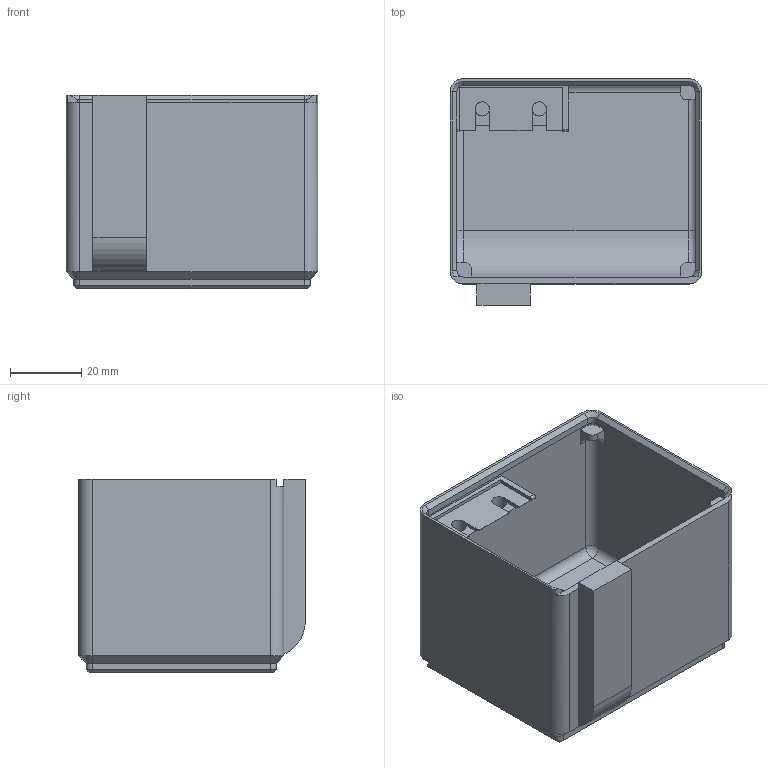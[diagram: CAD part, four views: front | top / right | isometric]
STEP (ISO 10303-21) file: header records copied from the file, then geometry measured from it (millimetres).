
FILE_DESCRIPTION(/* description */ ('','CAx-IF Rec.Pracs.---Representation and Presentation of Product Manufacturing Information (PMI)---4.0---2014-10-13'),/* implementation_level */ '2;1');
FILE_NAME(/* name */ 'Center Side Low 1x1x1 Right v6.step',/* time_stamp */ '2025-02-21T11:51:06+01:00',/* author */ (''),/* organization */ (''),/* preprocessor_version */ 'ST-DEVELOPER v20',/* originating_system */ 'Autodesk Translation Framework v13.20.0.188',/* authorisation */ '');
FILE_SCHEMA (('AP242_MANAGED_MODEL_BASED_3D_ENGINEERING_MIM_LF { 1 0 10303 442 1 1 4 }'));
Length unit declared in the file: millimetre
Products named in the file (2): Center Side Low 1x1x1 Right; Gridfinity bin 1x1x7
Assembly tree (1 placements, depth 2):
  Center Side Low 1x1x1 Right
    Gridfinity bin 1x1x7
Bounding box: 70.5 x 63.5 x 54.2 mm (x, y, z)
Volume: 47776.3 mm3; surface area: 33442.1 mm2
Topology: 1 solids, 1 shells, 125 faces, 317 edges, 189 vertices
Faces by surface type: plane 65, cylinder 39, cone 14, bspline 3, sphere 2, torus 2
Full cylindrical faces by diameter (mm): 4 x2
Entity records: 3838 total; most frequent: CARTESIAN_POINT 759, DIRECTION 652, ORIENTED_EDGE 628, EDGE_CURVE 314, AXIS2_PLACEMENT_3D 221, LINE 210, VECTOR 210, VERTEX_POINT 189
